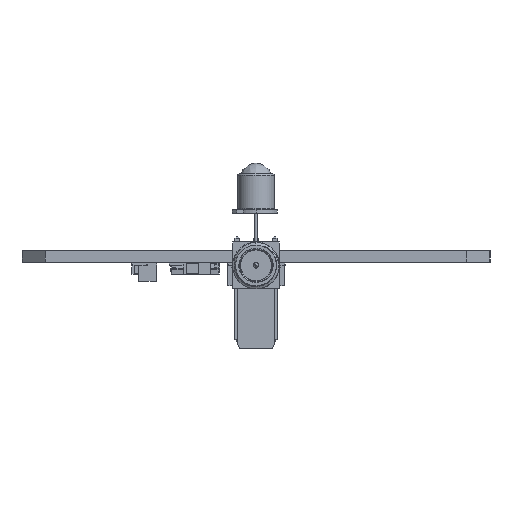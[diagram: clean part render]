
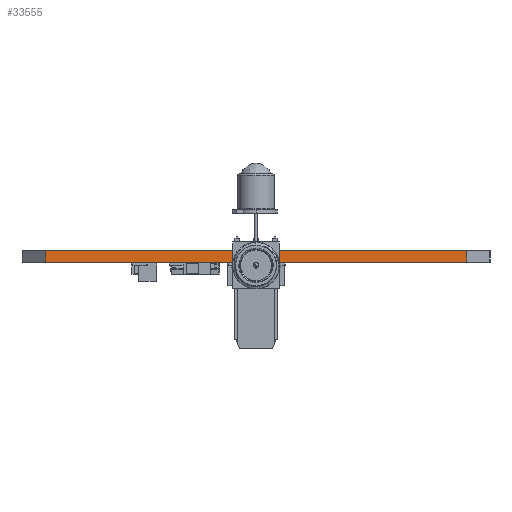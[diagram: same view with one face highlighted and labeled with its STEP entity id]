
A CAD part, left-side view. The second image highlights one B-rep face of the part: STEP entity #33555.
In plain terms, the highlighted planar face has unit normal (-1, 0, 0).
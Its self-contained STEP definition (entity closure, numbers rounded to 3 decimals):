
#32029 = PLANE('',#32030);
#32030 = AXIS2_PLACEMENT_3D('',#32031,#32032,#32033);
#32031 = CARTESIAN_POINT('',(107.95,-82.55,1.6));
#32032 = DIRECTION('',(-0.,-0.,-1.));
#32033 = DIRECTION('',(-1.,0.,0.));
#32083 = PLANE('',#32084);
#32084 = AXIS2_PLACEMENT_3D('',#32085,#32086,#32087);
#32085 = CARTESIAN_POINT('',(107.95,-82.55,0.));
#32086 = DIRECTION('',(-0.,-0.,-1.));
#32087 = DIRECTION('',(-1.,0.,0.));
#32214 = PLANE('',#32215);
#32215 = AXIS2_PLACEMENT_3D('',#32216,#32217,#32218);
#32216 = CARTESIAN_POINT('',(79.375,-114.3,0.));
#32217 = DIRECTION('',(-0.707,-0.707,0.));
#32218 = DIRECTION('',(-0.707,0.707,0.));
#32253 = VERTEX_POINT('',#32254);
#32254 = CARTESIAN_POINT('',(76.2,-111.125,0.));
#32275 = EDGE_CURVE('',#32253,#32276,#32278,.T.);
#32276 = VERTEX_POINT('',#32277);
#32277 = CARTESIAN_POINT('',(76.2,-53.975,0.));
#32278 = SURFACE_CURVE('',#32279,(#32283,#32290),.PCURVE_S1.);
#32279 = LINE('',#32280,#32281);
#32280 = CARTESIAN_POINT('',(76.2,-111.125,0.));
#32281 = VECTOR('',#32282,1.);
#32282 = DIRECTION('',(0.,1.,0.));
#32283 = PCURVE('',#32083,#32284);
#32284 = DEFINITIONAL_REPRESENTATION('',(#32285),#32289);
#32285 = LINE('',#32286,#32287);
#32286 = CARTESIAN_POINT('',(31.75,-28.575));
#32287 = VECTOR('',#32288,1.);
#32288 = DIRECTION('',(0.,1.));
#32289 = ( GEOMETRIC_REPRESENTATION_CONTEXT(2) 
PARAMETRIC_REPRESENTATION_CONTEXT() REPRESENTATION_CONTEXT('2D SPACE',''
  ) );
#32290 = PCURVE('',#32291,#32296);
#32291 = PLANE('',#32292);
#32292 = AXIS2_PLACEMENT_3D('',#32293,#32294,#32295);
#32293 = CARTESIAN_POINT('',(76.2,-111.125,0.));
#32294 = DIRECTION('',(-1.,0.,0.));
#32295 = DIRECTION('',(0.,1.,0.));
#32296 = DEFINITIONAL_REPRESENTATION('',(#32297),#32301);
#32297 = LINE('',#32298,#32299);
#32298 = CARTESIAN_POINT('',(0.,0.));
#32299 = VECTOR('',#32300,1.);
#32300 = DIRECTION('',(1.,0.));
#32301 = ( GEOMETRIC_REPRESENTATION_CONTEXT(2) 
PARAMETRIC_REPRESENTATION_CONTEXT() REPRESENTATION_CONTEXT('2D SPACE',''
  ) );
#32319 = PLANE('',#32320);
#32320 = AXIS2_PLACEMENT_3D('',#32321,#32322,#32323);
#32321 = CARTESIAN_POINT('',(76.2,-53.975,0.));
#32322 = DIRECTION('',(-0.707,0.707,0.));
#32323 = DIRECTION('',(0.707,0.707,0.));
#32912 = VERTEX_POINT('',#32913);
#32913 = CARTESIAN_POINT('',(76.2,-111.125,1.6));
#32934 = EDGE_CURVE('',#32912,#32935,#32937,.T.);
#32935 = VERTEX_POINT('',#32936);
#32936 = CARTESIAN_POINT('',(76.2,-53.975,1.6));
#32937 = SURFACE_CURVE('',#32938,(#32942,#32949),.PCURVE_S1.);
#32938 = LINE('',#32939,#32940);
#32939 = CARTESIAN_POINT('',(76.2,-111.125,1.6));
#32940 = VECTOR('',#32941,1.);
#32941 = DIRECTION('',(0.,1.,0.));
#32942 = PCURVE('',#32029,#32943);
#32943 = DEFINITIONAL_REPRESENTATION('',(#32944),#32948);
#32944 = LINE('',#32945,#32946);
#32945 = CARTESIAN_POINT('',(31.75,-28.575));
#32946 = VECTOR('',#32947,1.);
#32947 = DIRECTION('',(0.,1.));
#32948 = ( GEOMETRIC_REPRESENTATION_CONTEXT(2) 
PARAMETRIC_REPRESENTATION_CONTEXT() REPRESENTATION_CONTEXT('2D SPACE',''
  ) );
#32949 = PCURVE('',#32291,#32950);
#32950 = DEFINITIONAL_REPRESENTATION('',(#32951),#32955);
#32951 = LINE('',#32952,#32953);
#32952 = CARTESIAN_POINT('',(0.,-1.6));
#32953 = VECTOR('',#32954,1.);
#32954 = DIRECTION('',(1.,0.));
#32955 = ( GEOMETRIC_REPRESENTATION_CONTEXT(2) 
PARAMETRIC_REPRESENTATION_CONTEXT() REPRESENTATION_CONTEXT('2D SPACE',''
  ) );
#33507 = EDGE_CURVE('',#32253,#32912,#33508,.T.);
#33508 = SURFACE_CURVE('',#33509,(#33513,#33520),.PCURVE_S1.);
#33509 = LINE('',#33510,#33511);
#33510 = CARTESIAN_POINT('',(76.2,-111.125,0.));
#33511 = VECTOR('',#33512,1.);
#33512 = DIRECTION('',(0.,0.,1.));
#33513 = PCURVE('',#32214,#33514);
#33514 = DEFINITIONAL_REPRESENTATION('',(#33515),#33519);
#33515 = LINE('',#33516,#33517);
#33516 = CARTESIAN_POINT('',(4.49,0.));
#33517 = VECTOR('',#33518,1.);
#33518 = DIRECTION('',(0.,-1.));
#33519 = ( GEOMETRIC_REPRESENTATION_CONTEXT(2) 
PARAMETRIC_REPRESENTATION_CONTEXT() REPRESENTATION_CONTEXT('2D SPACE',''
  ) );
#33520 = PCURVE('',#32291,#33521);
#33521 = DEFINITIONAL_REPRESENTATION('',(#33522),#33526);
#33522 = LINE('',#33523,#33524);
#33523 = CARTESIAN_POINT('',(0.,0.));
#33524 = VECTOR('',#33525,1.);
#33525 = DIRECTION('',(0.,-1.));
#33526 = ( GEOMETRIC_REPRESENTATION_CONTEXT(2) 
PARAMETRIC_REPRESENTATION_CONTEXT() REPRESENTATION_CONTEXT('2D SPACE',''
  ) );
#33555 = ADVANCED_FACE('',(#33556),#32291,.T.);
#33556 = FACE_BOUND('',#33557,.T.);
#33557 = EDGE_LOOP('',(#33558,#33559,#33560,#33581));
#33558 = ORIENTED_EDGE('',*,*,#33507,.T.);
#33559 = ORIENTED_EDGE('',*,*,#32934,.T.);
#33560 = ORIENTED_EDGE('',*,*,#33561,.F.);
#33561 = EDGE_CURVE('',#32276,#32935,#33562,.T.);
#33562 = SURFACE_CURVE('',#33563,(#33567,#33574),.PCURVE_S1.);
#33563 = LINE('',#33564,#33565);
#33564 = CARTESIAN_POINT('',(76.2,-53.975,0.));
#33565 = VECTOR('',#33566,1.);
#33566 = DIRECTION('',(0.,0.,1.));
#33567 = PCURVE('',#32291,#33568);
#33568 = DEFINITIONAL_REPRESENTATION('',(#33569),#33573);
#33569 = LINE('',#33570,#33571);
#33570 = CARTESIAN_POINT('',(57.15,0.));
#33571 = VECTOR('',#33572,1.);
#33572 = DIRECTION('',(0.,-1.));
#33573 = ( GEOMETRIC_REPRESENTATION_CONTEXT(2) 
PARAMETRIC_REPRESENTATION_CONTEXT() REPRESENTATION_CONTEXT('2D SPACE',''
  ) );
#33574 = PCURVE('',#32319,#33575);
#33575 = DEFINITIONAL_REPRESENTATION('',(#33576),#33580);
#33576 = LINE('',#33577,#33578);
#33577 = CARTESIAN_POINT('',(0.,0.));
#33578 = VECTOR('',#33579,1.);
#33579 = DIRECTION('',(0.,-1.));
#33580 = ( GEOMETRIC_REPRESENTATION_CONTEXT(2) 
PARAMETRIC_REPRESENTATION_CONTEXT() REPRESENTATION_CONTEXT('2D SPACE',''
  ) );
#33581 = ORIENTED_EDGE('',*,*,#32275,.F.);
